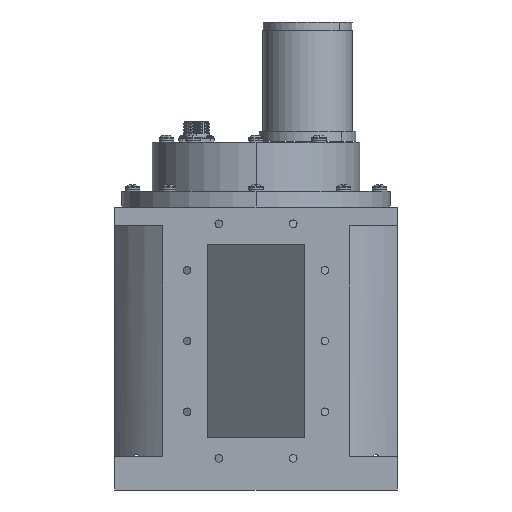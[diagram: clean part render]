
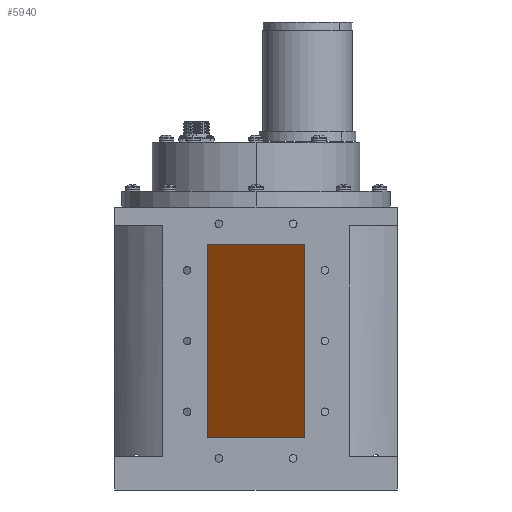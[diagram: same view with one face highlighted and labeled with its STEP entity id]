
A CAD part, front view. The second image highlights one B-rep face of the part: STEP entity #5940.
In plain terms, the highlighted planar face has unit normal (-0.707, -0.707, 0).
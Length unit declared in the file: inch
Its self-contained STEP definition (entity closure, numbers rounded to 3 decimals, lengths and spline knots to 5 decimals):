
#1489 = VECTOR ( 'NONE', #16703, 39.37008 ) ;
#1516 = VECTOR ( 'NONE', #12453, 39.37008 ) ;
#1925 = LINE ( 'NONE', #12452, #1516 ) ;
#2462 = LINE ( 'NONE', #16702, #1489 ) ;
#2499 = FACE_OUTER_BOUND ( 'NONE', #3298, .T. ) ;
#2989 = VERTEX_POINT ( 'NONE', #16219 ) ;
#3066 = VERTEX_POINT ( 'NONE', #16378 ) ;
#3298 = EDGE_LOOP ( 'NONE', ( #9427, #9428, #9429, #9430 ) ) ;
#5461 = VECTOR ( 'NONE', #12580, 39.37008 ) ;
#5475 = LINE ( 'NONE', #12577, #5461 ) ;
#5568 = EDGE_CURVE ( 'NONE', #17630, #3066, #14848, .T. ) ;
#5940 = ADVANCED_FACE ( 'NONE', ( #2499 ), #17542, .T. ) ;
#7201 = AXIS2_PLACEMENT_3D ( 'NONE', #17553, #17550, #17549 ) ;
#9427 = ORIENTED_EDGE ( 'NONE', *, *, #13066, .T. ) ;
#9428 = ORIENTED_EDGE ( 'NONE', *, *, #13629, .T. ) ;
#9429 = ORIENTED_EDGE ( 'NONE', *, *, #5568, .T. ) ;
#9430 = ORIENTED_EDGE ( 'NONE', *, *, #13590, .F. ) ;
#11175 = CARTESIAN_POINT ( 'NONE',  ( 1.61999, -3.44291, 1.75 ) ) ;
#11514 = CARTESIAN_POINT ( 'NONE',  ( -3.44291, 1.61999, 8.25 ) ) ;
#12452 = CARTESIAN_POINT ( 'NONE',  ( -3.602, 1.77908, 8.25 ) ) ;
#12453 = DIRECTION ( 'NONE',  ( 0.707, -0.707, 0. ) ) ;
#12577 = CARTESIAN_POINT ( 'NONE',  ( -3.602, 1.77908, 1.75 ) ) ;
#12580 = DIRECTION ( 'NONE',  ( 0.707, -0.707, 0. ) ) ;
#13066 = EDGE_CURVE ( 'NONE', #18713, #2989, #2462, .T. ) ;
#13590 = EDGE_CURVE ( 'NONE', #18713, #3066, #1925, .T. ) ;
#13629 = EDGE_CURVE ( 'NONE', #2989, #17630, #5475, .T. ) ;
#14848 = LINE ( 'NONE', #15993, #14944 ) ;
#14944 = VECTOR ( 'NONE', #15944, 39.37008 ) ;
#15944 = DIRECTION ( 'NONE',  ( 0., 0., 1. ) ) ;
#15993 = CARTESIAN_POINT ( 'NONE',  ( 1.61999, -3.44291, 9.229 ) ) ;
#16219 = CARTESIAN_POINT ( 'NONE',  ( -3.44291, 1.61999, 1.75 ) ) ;
#16378 = CARTESIAN_POINT ( 'NONE',  ( 1.61999, -3.44291, 8.25 ) ) ;
#16702 = CARTESIAN_POINT ( 'NONE',  ( -3.44291, 1.61999, 9.229 ) ) ;
#16703 = DIRECTION ( 'NONE',  ( 0., 0., -1. ) ) ;
#17542 = PLANE ( 'NONE',  #7201 ) ;
#17549 = DIRECTION ( 'NONE',  ( 0., 0., 1. ) ) ;
#17550 = DIRECTION ( 'NONE',  ( -0.707, -0.707, 0. ) ) ;
#17553 = CARTESIAN_POINT ( 'NONE',  ( -3.602, 1.77908, 1.75 ) ) ;
#17630 = VERTEX_POINT ( 'NONE', #11175 ) ;
#18713 = VERTEX_POINT ( 'NONE', #11514 ) ;
